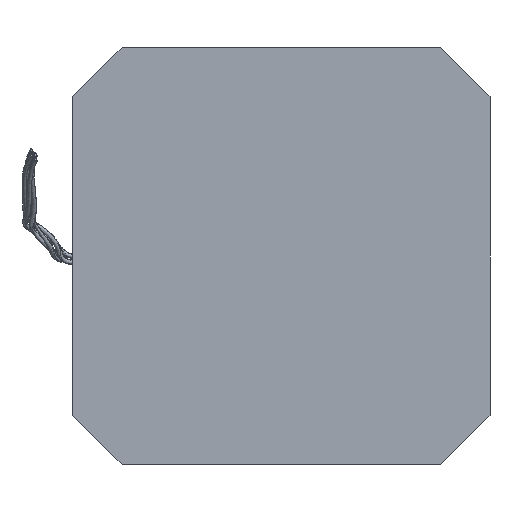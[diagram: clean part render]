
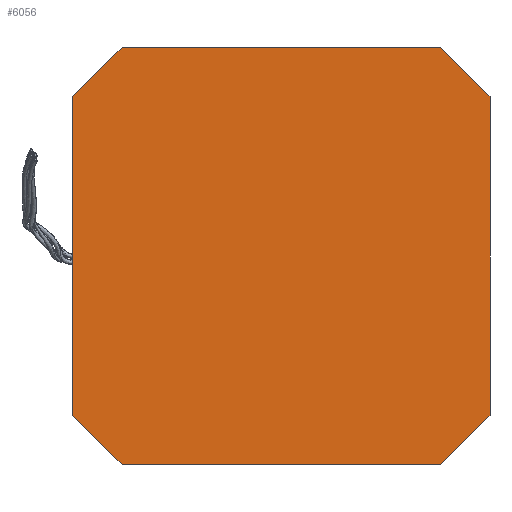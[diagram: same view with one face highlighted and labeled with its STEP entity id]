
A CAD part, left-side view. The second image highlights one B-rep face of the part: STEP entity #6056.
In plain terms, the highlighted free-form (B-spline) face has degree [1, 1] with [2, 2] control points.
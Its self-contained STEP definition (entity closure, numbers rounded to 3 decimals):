
#5884 = EDGE_CURVE('',#5885,#5887,#5889,.T.);
#5885 = VERTEX_POINT('',#5886);
#5886 = CARTESIAN_POINT('',(0.,18.438,-14.079));
#5887 = VERTEX_POINT('',#5888);
#5888 = CARTESIAN_POINT('',(0.,18.438,14.079));
#5889 = B_SPLINE_CURVE_WITH_KNOTS('',1,(#5890,#5891),.UNSPECIFIED.,.F.,
  .F.,(2,2),(-32.3,0.),.PIECEWISE_BEZIER_KNOTS.);
#5890 = CARTESIAN_POINT('',(0.,18.438,-14.079));
#5891 = CARTESIAN_POINT('',(0.,18.438,14.079));
#5912 = EDGE_CURVE('',#5887,#5913,#5915,.T.);
#5913 = VERTEX_POINT('',#5914);
#5914 = CARTESIAN_POINT('',(0.,14.079,18.438));
#5915 = B_SPLINE_CURVE_WITH_KNOTS('',1,(#5916,#5917),.UNSPECIFIED.,.F.,
  .F.,(2,2),(-7.071,0.),.PIECEWISE_BEZIER_KNOTS.);
#5916 = CARTESIAN_POINT('',(0.,18.438,14.079));
#5917 = CARTESIAN_POINT('',(0.,14.079,18.438));
#5934 = EDGE_CURVE('',#5913,#5935,#5937,.T.);
#5935 = VERTEX_POINT('',#5936);
#5936 = CARTESIAN_POINT('',(0.,-14.079,18.438));
#5937 = B_SPLINE_CURVE_WITH_KNOTS('',1,(#5938,#5939),.UNSPECIFIED.,.F.,
  .F.,(2,2),(0.,32.3),.PIECEWISE_BEZIER_KNOTS.);
#5938 = CARTESIAN_POINT('',(0.,14.079,18.438));
#5939 = CARTESIAN_POINT('',(0.,-14.079,18.438));
#5956 = EDGE_CURVE('',#5935,#5957,#5959,.T.);
#5957 = VERTEX_POINT('',#5958);
#5958 = CARTESIAN_POINT('',(0.,-18.438,14.079));
#5959 = B_SPLINE_CURVE_WITH_KNOTS('',1,(#5960,#5961),.UNSPECIFIED.,.F.,
  .F.,(2,2),(0.,7.071),.PIECEWISE_BEZIER_KNOTS.);
#5960 = CARTESIAN_POINT('',(0.,-14.079,18.438));
#5961 = CARTESIAN_POINT('',(0.,-18.438,14.079));
#5978 = EDGE_CURVE('',#5957,#5979,#5981,.T.);
#5979 = VERTEX_POINT('',#5980);
#5980 = CARTESIAN_POINT('',(0.,-18.438,-14.079));
#5981 = B_SPLINE_CURVE_WITH_KNOTS('',1,(#5982,#5983),.UNSPECIFIED.,.F.,
  .F.,(2,2),(0.,32.3),.PIECEWISE_BEZIER_KNOTS.);
#5982 = CARTESIAN_POINT('',(0.,-18.438,14.079));
#5983 = CARTESIAN_POINT('',(0.,-18.438,-14.079));
#6000 = EDGE_CURVE('',#5979,#6001,#6003,.T.);
#6001 = VERTEX_POINT('',#6002);
#6002 = CARTESIAN_POINT('',(0.,-14.079,-18.438));
#6003 = B_SPLINE_CURVE_WITH_KNOTS('',1,(#6004,#6005),.UNSPECIFIED.,.F.,
  .F.,(2,2),(0.,7.071),.PIECEWISE_BEZIER_KNOTS.);
#6004 = CARTESIAN_POINT('',(0.,-18.438,-14.079));
#6005 = CARTESIAN_POINT('',(0.,-14.079,-18.438));
#6022 = EDGE_CURVE('',#6001,#6023,#6025,.T.);
#6023 = VERTEX_POINT('',#6024);
#6024 = CARTESIAN_POINT('',(0.,14.079,-18.438));
#6025 = B_SPLINE_CURVE_WITH_KNOTS('',1,(#6026,#6027),.UNSPECIFIED.,.F.,
  .F.,(2,2),(-32.3,0.),.PIECEWISE_BEZIER_KNOTS.);
#6026 = CARTESIAN_POINT('',(0.,-14.079,-18.438));
#6027 = CARTESIAN_POINT('',(0.,14.079,-18.438));
#6044 = EDGE_CURVE('',#6023,#5885,#6045,.T.);
#6045 = B_SPLINE_CURVE_WITH_KNOTS('',1,(#6046,#6047),.UNSPECIFIED.,.F.,
  .F.,(2,2),(-7.071,0.),.PIECEWISE_BEZIER_KNOTS.);
#6046 = CARTESIAN_POINT('',(0.,14.079,-18.438));
#6047 = CARTESIAN_POINT('',(0.,18.438,-14.079));
#6056 = ADVANCED_FACE('',(#6057),#6067,.T.);
#6057 = FACE_BOUND('',#6058,.T.);
#6058 = EDGE_LOOP('',(#6059,#6060,#6061,#6062,#6063,#6064,#6065,#6066));
#6059 = ORIENTED_EDGE('',*,*,#5884,.F.);
#6060 = ORIENTED_EDGE('',*,*,#6044,.F.);
#6061 = ORIENTED_EDGE('',*,*,#6022,.F.);
#6062 = ORIENTED_EDGE('',*,*,#6000,.F.);
#6063 = ORIENTED_EDGE('',*,*,#5978,.F.);
#6064 = ORIENTED_EDGE('',*,*,#5956,.F.);
#6065 = ORIENTED_EDGE('',*,*,#5934,.F.);
#6066 = ORIENTED_EDGE('',*,*,#5912,.F.);
#6067 = B_SPLINE_SURFACE_WITH_KNOTS('',1,1,(
    (#6068,#6069)
    ,(#6070,#6071
  )),.UNSPECIFIED.,.F.,.F.,.F.,(2,2),(2,2),(-21.15,21.15),(-21.15,21.15)
  ,.PIECEWISE_BEZIER_KNOTS.);
#6068 = CARTESIAN_POINT('',(0.,-18.438,-18.438));
#6069 = CARTESIAN_POINT('',(0.,18.438,-18.438));
#6070 = CARTESIAN_POINT('',(0.,-18.438,18.438));
#6071 = CARTESIAN_POINT('',(0.,18.438,18.438));
